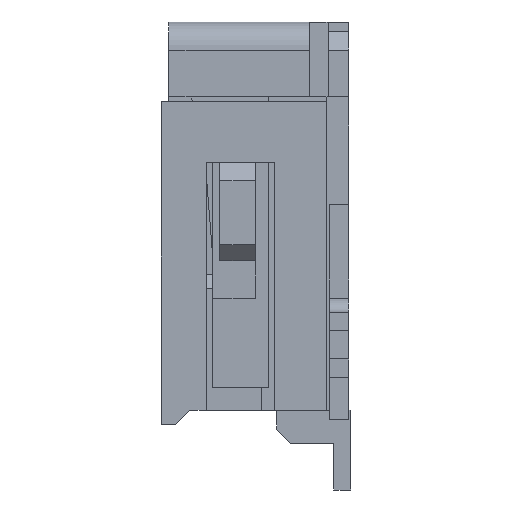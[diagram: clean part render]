
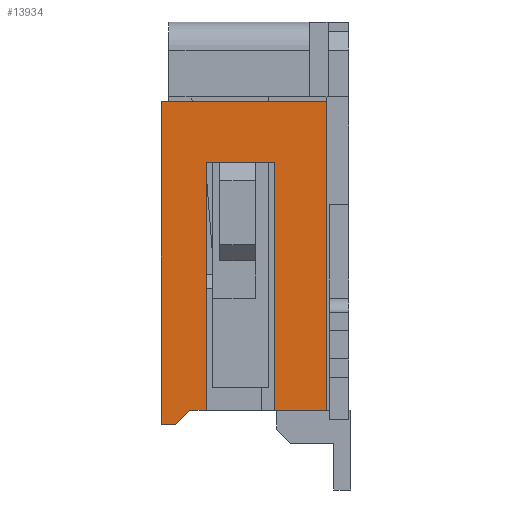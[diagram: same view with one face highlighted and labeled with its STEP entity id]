
A CAD part, left-side view. The second image highlights one B-rep face of the part: STEP entity #13934.
In plain terms, the highlighted planar face has unit normal (-1, 0, 0).
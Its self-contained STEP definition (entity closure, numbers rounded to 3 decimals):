
#4920=DIRECTION('',(0.,0.,-1.));
#4921=VECTOR('',#4920,3.3);
#4922=CARTESIAN_POINT('',(-5.15,0.24,3.45));
#4923=LINE('',#4922,#4921);
#4924=DIRECTION('',(0.,1.,0.));
#4925=VECTOR('',#4924,0.55);
#4926=CARTESIAN_POINT('',(-5.15,0.24,0.15));
#4927=LINE('',#4926,#4925);
#4928=DIRECTION('',(0.,0.,1.));
#4929=VECTOR('',#4928,2.65);
#4930=CARTESIAN_POINT('',(-5.15,0.79,0.15));
#4931=LINE('',#4930,#4929);
#4932=DIRECTION('',(0.,1.,0.));
#4933=VECTOR('',#4932,0.73);
#4934=CARTESIAN_POINT('',(-5.15,0.79,2.8));
#4935=LINE('',#4934,#4933);
#4936=DIRECTION('',(0.,0.,1.));
#4937=VECTOR('',#4936,2.65);
#4938=CARTESIAN_POINT('',(-5.15,1.52,0.15));
#4939=LINE('',#4938,#4937);
#4940=DIRECTION('',(0.,1.,0.));
#4941=VECTOR('',#4940,0.18);
#4942=CARTESIAN_POINT('',(-5.15,1.52,0.15));
#4943=LINE('',#4942,#4941);
#4944=DIRECTION('',(0.,-0.707,0.707));
#4945=VECTOR('',#4944,0.212);
#4946=CARTESIAN_POINT('',(-5.15,1.85,0.));
#4947=LINE('',#4946,#4945);
#4948=DIRECTION('',(0.,0.,1.));
#4949=VECTOR('',#4948,3.45);
#4950=CARTESIAN_POINT('',(-5.15,2.,0.));
#4951=LINE('',#4950,#4949);
#4952=DIRECTION('',(0.,-1.,0.));
#4953=VECTOR('',#4952,1.76);
#4954=CARTESIAN_POINT('',(-5.15,2.,3.45));
#4955=LINE('',#4954,#4953);
#4993=DIRECTION('',(0.,-1.,0.));
#4994=VECTOR('',#4993,0.15);
#4995=CARTESIAN_POINT('',(-5.15,2.,0.));
#4996=LINE('',#4995,#4994);
#5372=CARTESIAN_POINT('',(-5.15,2.,0.));
#5374=VERTEX_POINT('',#5372);
#5385=CARTESIAN_POINT('',(-5.15,1.85,0.));
#5387=VERTEX_POINT('',#5385);
#5391=CARTESIAN_POINT('',(-5.15,1.7,0.15));
#5392=VERTEX_POINT('',#5391);
#5407=CARTESIAN_POINT('',(-5.15,2.,3.45));
#5408=VERTEX_POINT('',#5407);
#5417=CARTESIAN_POINT('',(-5.15,0.79,2.8));
#5418=CARTESIAN_POINT('',(-5.15,1.52,2.8));
#5419=VERTEX_POINT('',#5417);
#5420=VERTEX_POINT('',#5418);
#5421=CARTESIAN_POINT('',(-5.15,1.52,0.15));
#5422=VERTEX_POINT('',#5421);
#5423=CARTESIAN_POINT('',(-5.15,0.79,0.15));
#5424=VERTEX_POINT('',#5423);
#5441=CARTESIAN_POINT('',(-5.15,0.24,3.45));
#5442=CARTESIAN_POINT('',(-5.15,0.24,0.15));
#5443=VERTEX_POINT('',#5441);
#5444=VERTEX_POINT('',#5442);
#13914=CARTESIAN_POINT('',(-5.15,2.,0.));
#13915=DIRECTION('',(-1.,0.,0.));
#13916=DIRECTION('',(0.,-1.,0.));
#13917=AXIS2_PLACEMENT_3D('',#13914,#13915,#13916);
#13918=PLANE('',#13917);
#13919=ORIENTED_EDGE('',*,*,#8813,.T.);
#13920=ORIENTED_EDGE('',*,*,#7308,.T.);
#13922=ORIENTED_EDGE('',*,*,#13921,.T.);
#13923=ORIENTED_EDGE('',*,*,#8004,.T.);
#13924=ORIENTED_EDGE('',*,*,#10724,.F.);
#13925=ORIENTED_EDGE('',*,*,#7296,.T.);
#13927=ORIENTED_EDGE('',*,*,#13926,.F.);
#13929=ORIENTED_EDGE('',*,*,#13928,.F.);
#13930=ORIENTED_EDGE('',*,*,#13870,.T.);
#13931=ORIENTED_EDGE('',*,*,#7886,.T.);
#13932=EDGE_LOOP('',(#13919,#13920,#13922,#13923,#13924,#13925,#13927,#13929,
#13930,#13931));
#13933=FACE_OUTER_BOUND('',#13932,.F.);
#13934=ADVANCED_FACE('',(#13933),#13918,.T.);
#7296=EDGE_CURVE('',#5422,#5392,#4943,.T.);
#7308=EDGE_CURVE('',#5444,#5424,#4927,.T.);
#7886=EDGE_CURVE('',#5408,#5443,#4955,.T.);
#8004=EDGE_CURVE('',#5419,#5420,#4935,.T.);
#8813=EDGE_CURVE('',#5443,#5444,#4923,.T.);
#10724=EDGE_CURVE('',#5422,#5420,#4939,.T.);
#13870=EDGE_CURVE('',#5374,#5408,#4951,.T.);
#13921=EDGE_CURVE('',#5424,#5419,#4931,.T.);
#13926=EDGE_CURVE('',#5387,#5392,#4947,.T.);
#13928=EDGE_CURVE('',#5374,#5387,#4996,.T.);
